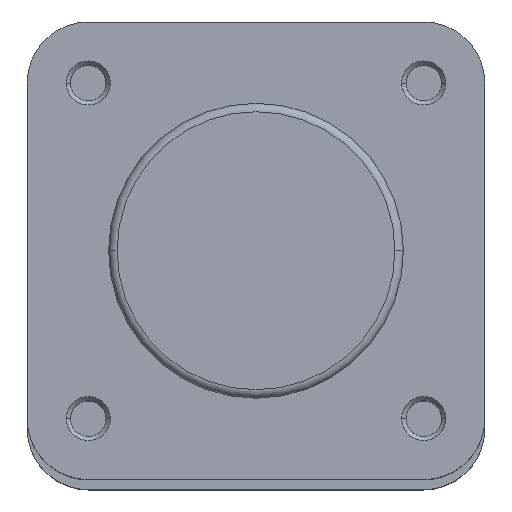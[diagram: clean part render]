
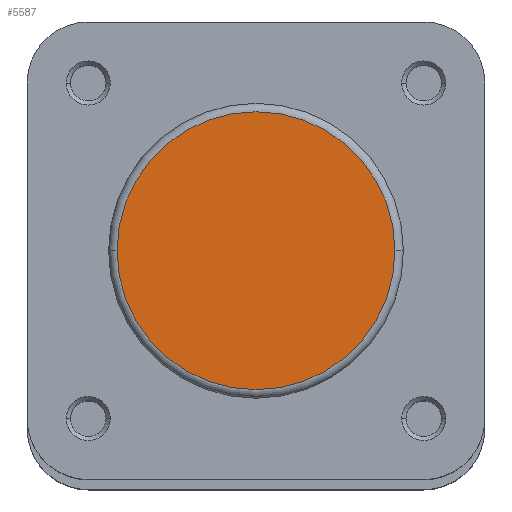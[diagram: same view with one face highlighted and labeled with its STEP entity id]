
A CAD part, top view. The second image highlights one B-rep face of the part: STEP entity #5587.
In plain terms, the highlighted planar face has unit normal (0, 0, 1).
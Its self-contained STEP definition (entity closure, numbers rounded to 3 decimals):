
#158 = VERTEX_POINT ( 'NONE', #2644 ) ;
#181 = VERTEX_POINT ( 'NONE', #2667 ) ;
#879 = EDGE_CURVE ( 'NONE', #158, #181, #2131, .T. ) ;
#907 = EDGE_CURVE ( 'NONE', #181, #158, #2175, .T. ) ;
#1135 = AXIS2_PLACEMENT_3D ( 'NONE', #3541, #3542, #3543 ) ;
#1139 = AXIS2_PLACEMENT_3D ( 'NONE', #3602, #3610, #3611 ) ;
#1367 = AXIS2_PLACEMENT_3D ( 'NONE', #4495, #4498, #4499 ) ;
#1508 = ORIENTED_EDGE ( 'NONE', *, *, #907, .T. ) ;
#1509 = ORIENTED_EDGE ( 'NONE', *, *, #879, .T. ) ;
#2131 = CIRCLE ( 'NONE', #1135, 16.4 ) ;
#2175 = CIRCLE ( 'NONE', #1139, 16.4 ) ;
#2644 = CARTESIAN_POINT ( 'NONE',  ( 16.4, 0., 0. ) ) ;
#2667 = CARTESIAN_POINT ( 'NONE',  ( -16.4, 0., 0. ) ) ;
#3541 = CARTESIAN_POINT ( 'NONE',  ( 0., 0., 0. ) ) ;
#3542 = DIRECTION ( 'NONE',  ( 0., 0., 1. ) ) ;
#3543 = DIRECTION ( 'NONE',  ( -1., 0., 0. ) ) ;
#3602 = CARTESIAN_POINT ( 'NONE',  ( 0., 0., 0. ) ) ;
#3610 = DIRECTION ( 'NONE',  ( 0., 0., 1. ) ) ;
#3611 = DIRECTION ( 'NONE',  ( -1., 0., 0. ) ) ;
#4495 = CARTESIAN_POINT ( 'NONE',  ( 0., 17.4, 0. ) ) ;
#4496 = PLANE ( 'NONE',  #1367 ) ;
#4498 = DIRECTION ( 'NONE',  ( 0., 0., -1. ) ) ;
#4499 = DIRECTION ( 'NONE',  ( -1., 0., 0. ) ) ;
#5005 = EDGE_LOOP ( 'NONE', ( #1508, #1509 ) ) ;
#5587 = ADVANCED_FACE ( 'NONE', ( #5829 ), #4496, .F. ) ;
#5829 = FACE_OUTER_BOUND ( 'NONE', #5005, .T. ) ;
